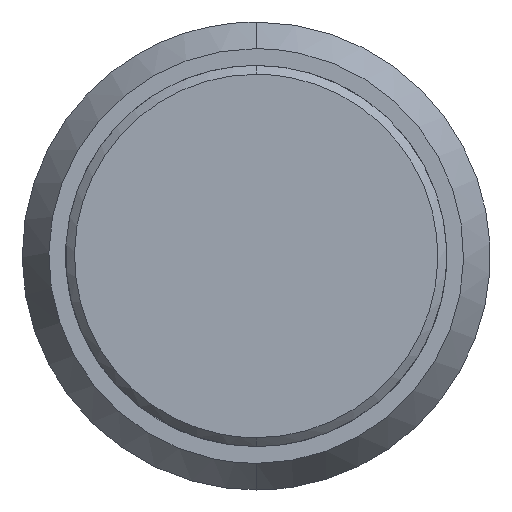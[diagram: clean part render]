
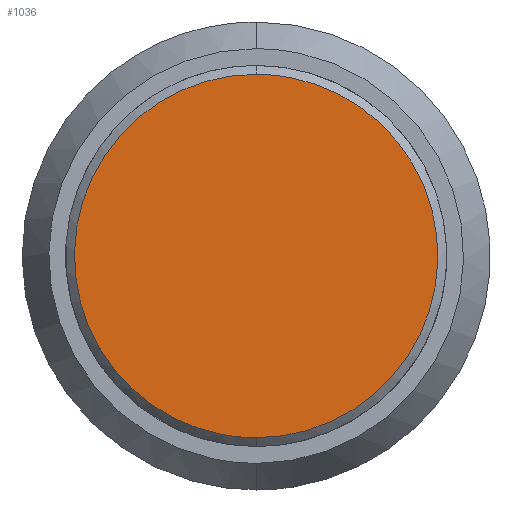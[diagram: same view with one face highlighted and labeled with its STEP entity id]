
A CAD part, front view. The second image highlights one B-rep face of the part: STEP entity #1036.
In plain terms, the highlighted free-form (B-spline) face has degree [1, 1] with [2, 2] control points.
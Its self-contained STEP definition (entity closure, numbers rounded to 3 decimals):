
#13 = VERTEX_POINT ( 'NONE', #1533 ) ;
#71 = CARTESIAN_POINT ( 'NONE',  ( 9.727, 0., -3.301 ) ) ;
#82 = CARTESIAN_POINT ( 'NONE',  ( 0., 0., -10.25 ) ) ;
#85 = CARTESIAN_POINT ( 'NONE',  ( -9.922, 0., -2.66 ) ) ;
#109 = CARTESIAN_POINT ( 'NONE',  ( -10.184, 0., -1.34 ) ) ;
#187 = CARTESIAN_POINT ( 'NONE',  ( 8.896, 0., 5.135 ) ) ;
#194 = CARTESIAN_POINT ( 'NONE',  ( 9.727, 0., 3.301 ) ) ;
#205 = CARTESIAN_POINT ( 'NONE',  ( 0.673, 0., 10.25 ) ) ;
#214 = CARTESIAN_POINT ( 'NONE',  ( 10.373, 0., -10.373 ) ) ;
#240 = CARTESIAN_POINT ( 'NONE',  ( -6.254, 0., -8.149 ) ) ;
#245 = CARTESIAN_POINT ( 'NONE',  ( -9.727, 0., 3.301 ) ) ;
#348 = CARTESIAN_POINT ( 'NONE',  ( 4.544, 0., 9.212 ) ) ;
#356 = CARTESIAN_POINT ( 'NONE',  ( 5.135, 0., -8.896 ) ) ;
#381 = CARTESIAN_POINT ( 'NONE',  ( -8.149, 0., 6.254 ) ) ;
#387 = CARTESIAN_POINT ( 'NONE',  ( -9.727, 0., -3.301 ) ) ;
#483 = CARTESIAN_POINT ( 'NONE',  ( 6.772, 0., 7.724 ) ) ;
#491 = CARTESIAN_POINT ( 'NONE',  ( 1.34, 0., -10.184 ) ) ;
#493 = B_SPLINE_SURFACE_WITH_KNOTS ( 'NONE', 1, 1, ( 
 ( #514, #1144 ),
 ( #1277, #214 ) ),
 .UNSPECIFIED., .F., .F., .F.,
 ( 2, 2 ),
 ( 2, 2 ),
 ( 0., 1. ),
 ( 0., 1. ),
 .UNSPECIFIED. ) ;
#498 = CARTESIAN_POINT ( 'NONE',  ( 7.724, 0., -6.772 ) ) ;
#514 = CARTESIAN_POINT ( 'NONE',  ( -10.373, 0., 10.373 ) ) ;
#515 = CARTESIAN_POINT ( 'NONE',  ( 6.772, 0., -7.724 ) ) ;
#522 = CARTESIAN_POINT ( 'NONE',  ( -1.34, 0., -10.184 ) ) ;
#528 = CARTESIAN_POINT ( 'NONE',  ( -6.254, 0., 8.149 ) ) ;
#545 = CARTESIAN_POINT ( 'NONE',  ( -0.673, 0., 10.25 ) ) ;
#639 = CARTESIAN_POINT ( 'NONE',  ( 10.184, 0., -1.34 ) ) ;
#648 = CARTESIAN_POINT ( 'NONE',  ( 2.66, 0., 9.922 ) ) ;
#654 = CARTESIAN_POINT ( 'NONE',  ( 10.25, 0., -0.673 ) ) ;
#699 = CARTESIAN_POINT ( 'NONE',  ( -10.25, 0., -0.673 ) ) ;
#790 = CARTESIAN_POINT ( 'NONE',  ( 6.254, 0., 8.149 ) ) ;
#796 = CARTESIAN_POINT ( 'NONE',  ( 0.673, 0., -10.25 ) ) ;
#804 = CARTESIAN_POINT ( 'NONE',  ( 0., 0., 10.25 ) ) ;
#825 = CARTESIAN_POINT ( 'NONE',  ( -10.25, 0., 0.673 ) ) ;
#830 = EDGE_CURVE ( 'NONE', #1089, #13, #1205, .T. ) ;
#849 = CARTESIAN_POINT ( 'NONE',  ( -9.212, 0., -4.544 ) ) ;
#856 = CARTESIAN_POINT ( 'NONE',  ( 0., 0., -10.25 ) ) ;
#954 = CARTESIAN_POINT ( 'NONE',  ( 9.922, 0., 2.66 ) ) ;
#978 = CARTESIAN_POINT ( 'NONE',  ( 2.66, 0., -9.922 ) ) ;
#1003 = CARTESIAN_POINT ( 'NONE',  ( -7.724, 0., -6.772 ) ) ;
#1013 = CARTESIAN_POINT ( 'NONE',  ( -9.212, 0., 4.544 ) ) ;
#1022 = CARTESIAN_POINT ( 'NONE',  ( -8.896, 0., 5.135 ) ) ;
#1036 = ADVANCED_FACE ( 'NONE', ( #1314 ), #493, .T. ) ;
#1043 = EDGE_CURVE ( 'NONE', #13, #1089, #1524, .T. ) ;
#1089 = VERTEX_POINT ( 'NONE', #856 ) ;
#1116 = CARTESIAN_POINT ( 'NONE',  ( 9.212, 0., 4.544 ) ) ;
#1131 = CARTESIAN_POINT ( 'NONE',  ( 0., 0., -10.25 ) ) ;
#1138 = CARTESIAN_POINT ( 'NONE',  ( 9.212, 0., -4.544 ) ) ;
#1144 = CARTESIAN_POINT ( 'NONE',  ( 10.373, 0., 10.373 ) ) ;
#1156 = CARTESIAN_POINT ( 'NONE',  ( -4.544, 0., -9.212 ) ) ;
#1163 = CARTESIAN_POINT ( 'NONE',  ( -7.724, 0., 6.772 ) ) ;
#1171 = CARTESIAN_POINT ( 'NONE',  ( -8.896, 0., -5.135 ) ) ;
#1180 = CARTESIAN_POINT ( 'NONE',  ( -6.772, 0., -7.724 ) ) ;
#1205 = B_SPLINE_CURVE_WITH_KNOTS ( 'NONE', 3,
 ( #1131, #796, #491, #978, #1774, #1926, #356, #1597, #515, #498, #1766, #1932, #1138, #71, #1426, #639, #654, #1791, #1780, #954, #194, #1116, #187, #1450, #1960, #483, #790, #1273, #348, #1434, #648, #1939, #205, #804 ),
 .UNSPECIFIED., .F., .F.,
 ( 4, 2, 2, 2, 2, 2, 2, 2, 2, 2, 2, 2, 2, 2, 2, 2, 4 ),
 ( 0., 0.196, 0.393, 0.589, 0.785, 0.982, 1.178, 1.374, 1.571, 1.767, 1.963, 2.16, 2.356, 2.553, 2.749, 2.945, 3.142 ),
 .UNSPECIFIED. ) ;
#1273 = CARTESIAN_POINT ( 'NONE',  ( 5.135, 0., 8.896 ) ) ;
#1277 = CARTESIAN_POINT ( 'NONE',  ( -10.373, 0., -10.373 ) ) ;
#1310 = CARTESIAN_POINT ( 'NONE',  ( -4.544, 0., 9.212 ) ) ;
#1314 = FACE_OUTER_BOUND ( 'NONE', #2007, .T. ) ;
#1334 = CARTESIAN_POINT ( 'NONE',  ( -1.34, 0., 10.184 ) ) ;
#1422 = ORIENTED_EDGE ( 'NONE', *, *, #1043, .T. ) ;
#1426 = CARTESIAN_POINT ( 'NONE',  ( 9.922, 0., -2.66 ) ) ;
#1434 = CARTESIAN_POINT ( 'NONE',  ( 3.301, 0., 9.727 ) ) ;
#1450 = CARTESIAN_POINT ( 'NONE',  ( 8.149, 0., 6.254 ) ) ;
#1462 = CARTESIAN_POINT ( 'NONE',  ( -3.301, 0., -9.727 ) ) ;
#1467 = CARTESIAN_POINT ( 'NONE',  ( -0.673, 0., -10.25 ) ) ;
#1490 = CARTESIAN_POINT ( 'NONE',  ( -5.135, 0., -8.896 ) ) ;
#1524 = B_SPLINE_CURVE_WITH_KNOTS ( 'NONE', 3,
 ( #1637, #545, #1334, #1991, #1646, #1310, #1836, #528, #1814, #1163, #381, #1022, #1013, #245, #1822, #1996, #825, #699, #109, #85, #387, #849, #1171, #1978, #1003, #1180, #240, #1490, #1156, #1462, #1971, #522, #1467, #82 ),
 .UNSPECIFIED., .F., .F.,
 ( 4, 2, 2, 2, 2, 2, 2, 2, 2, 2, 2, 2, 2, 2, 2, 2, 4 ),
 ( 0., 0.196, 0.393, 0.589, 0.785, 0.982, 1.178, 1.374, 1.571, 1.767, 1.963, 2.16, 2.356, 2.553, 2.749, 2.945, 3.142 ),
 .UNSPECIFIED. ) ;
#1533 = CARTESIAN_POINT ( 'NONE',  ( 0., 0., 10.25 ) ) ;
#1597 = CARTESIAN_POINT ( 'NONE',  ( 6.254, 0., -8.149 ) ) ;
#1637 = CARTESIAN_POINT ( 'NONE',  ( 0., 0., 10.25 ) ) ;
#1646 = CARTESIAN_POINT ( 'NONE',  ( -3.301, 0., 9.727 ) ) ;
#1679 = ORIENTED_EDGE ( 'NONE', *, *, #830, .T. ) ;
#1766 = CARTESIAN_POINT ( 'NONE',  ( 8.149, 0., -6.254 ) ) ;
#1774 = CARTESIAN_POINT ( 'NONE',  ( 3.301, 0., -9.727 ) ) ;
#1780 = CARTESIAN_POINT ( 'NONE',  ( 10.184, 0., 1.34 ) ) ;
#1791 = CARTESIAN_POINT ( 'NONE',  ( 10.25, 0., 0.673 ) ) ;
#1814 = CARTESIAN_POINT ( 'NONE',  ( -6.772, 0., 7.724 ) ) ;
#1822 = CARTESIAN_POINT ( 'NONE',  ( -9.922, 0., 2.66 ) ) ;
#1836 = CARTESIAN_POINT ( 'NONE',  ( -5.135, 0., 8.896 ) ) ;
#1926 = CARTESIAN_POINT ( 'NONE',  ( 4.544, 0., -9.212 ) ) ;
#1932 = CARTESIAN_POINT ( 'NONE',  ( 8.896, 0., -5.135 ) ) ;
#1939 = CARTESIAN_POINT ( 'NONE',  ( 1.34, 0., 10.184 ) ) ;
#1960 = CARTESIAN_POINT ( 'NONE',  ( 7.724, 0., 6.772 ) ) ;
#1971 = CARTESIAN_POINT ( 'NONE',  ( -2.66, 0., -9.922 ) ) ;
#1978 = CARTESIAN_POINT ( 'NONE',  ( -8.149, 0., -6.254 ) ) ;
#1991 = CARTESIAN_POINT ( 'NONE',  ( -2.66, 0., 9.922 ) ) ;
#1996 = CARTESIAN_POINT ( 'NONE',  ( -10.184, 0., 1.34 ) ) ;
#2007 = EDGE_LOOP ( 'NONE', ( #1422, #1679 ) ) ;
